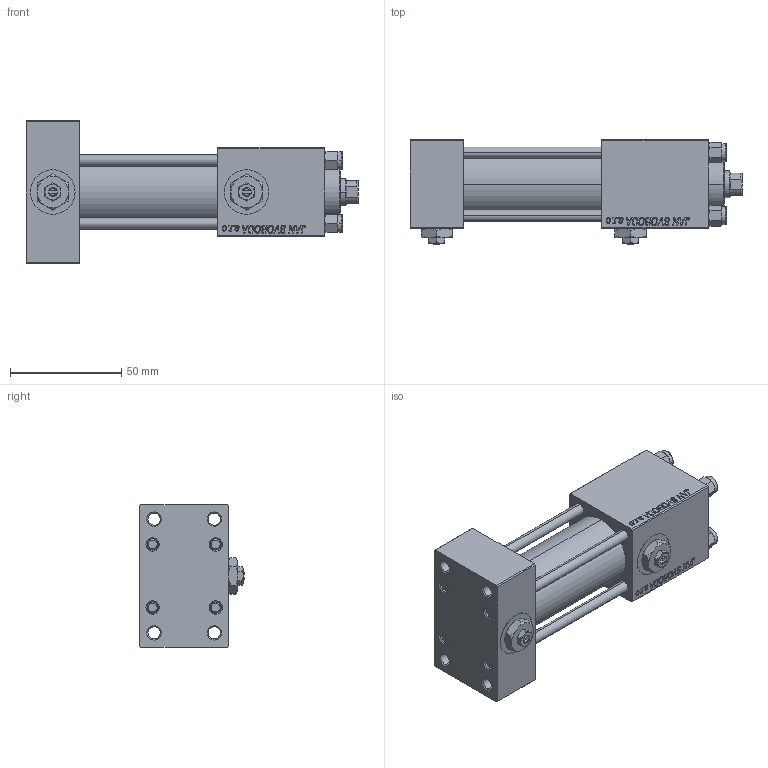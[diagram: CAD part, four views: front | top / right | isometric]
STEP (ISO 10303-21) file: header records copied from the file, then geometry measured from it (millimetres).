
FILE_DESCRIPTION (( 'STEP AP203' ), '1' );
FILE_NAME ('dae2.STEP', '2023-08-22T21:54:13', ( '' ), ( '' ), 'SwSTEP 2.0', 'SolidWorks 2019', '' );
FILE_SCHEMA (( 'CONFIG_CONTROL_DESIGN' ));
Length unit declared in the file: millimetre
Products named in the file (7): V215CR_TYCINKA_E 39473cbbd0f0fe379f0eab27401e8926; dae2; V215CR_E_Body 39473cbbd0f0fe379f0eab27401e8926; Zatka_pro_OIL_PORT 39473cbbd0f0fe379f0eab27401e8926; V215CR_VCP_E 39473cbbd0f0fe379f0eab27401e8926; NUT_M5_E 39473cbbd0f0fe379f0eab27401e8926; V215_VC_A 39473cbbd0f0fe379f0eab27401e8926
Assembly tree (13 placements, depth 2):
  dae2
    V215CR_E_Body 39473cbbd0f0fe379f0eab27401e8926
    V215CR_VCP_E 39473cbbd0f0fe379f0eab27401e8926
    V215CR_TYCINKA_E 39473cbbd0f0fe379f0eab27401e8926  x4
    NUT_M5_E 39473cbbd0f0fe379f0eab27401e8926  x4
    V215_VC_A 39473cbbd0f0fe379f0eab27401e8926
    Zatka_pro_OIL_PORT 39473cbbd0f0fe379f0eab27401e8926  x2
Bounding box: 149 x 47 x 64 mm (x, y, z)
Volume: 169022.3 mm3; surface area: 68082.8 mm2
Topology: 13 solids, 13 shells, 1236 faces, 3086 edges, 1983 vertices
Faces by surface type: plane 544, bspline 392, cone 194, cylinder 98, torus 8
Entity records: 51927 total; most frequent: CARTESIAN_POINT 27628, ORIENTED_EDGE 5472, DIRECTION 3522, EDGE_CURVE 2736, VERTEX_POINT 1781, LINE 1604, VECTOR 1604, EDGE_LOOP 1211
